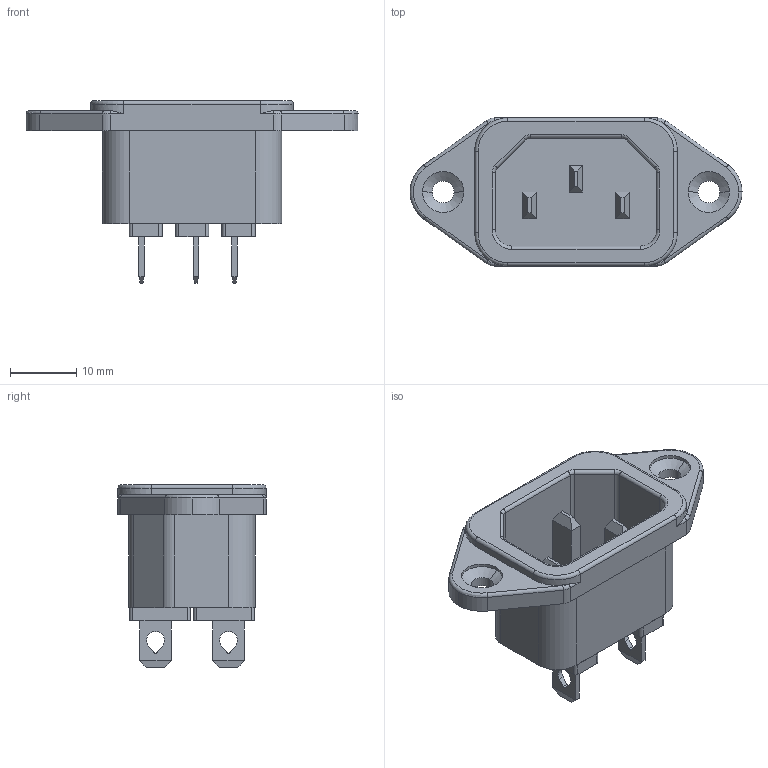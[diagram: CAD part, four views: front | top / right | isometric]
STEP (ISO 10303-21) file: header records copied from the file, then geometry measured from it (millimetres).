
FILE_DESCRIPTION (( 'STEP AP214' ), '1' );
FILE_NAME ('IO-C14SP-48.STEP', '2023-03-17T09:07:41', ( 'xe' ), ( '' ), 'SwSTEP 2.0', 'SolidWorks 2008', '' );
FILE_SCHEMA (( 'AUTOMOTIVE_DESIGN' ));
Length unit declared in the file: millimetre
Products named in the file (1): IO-C14SP-48
Bounding box: 50 x 22.3 x 27.5 mm (x, y, z)
Volume: 4727.2 mm3; surface area: 5452.2 mm2
Topology: 1 solids, 1 shells, 192 faces, 473 edges, 294 vertices
Faces by surface type: plane 101, cylinder 70, torus 17, cone 4
Entity records: 7803 total; most frequent: DIRECTION 1006, CARTESIAN_POINT 1004, ORIENTED_EDGE 946, EDGE_CURVE 473, AXIS2_PLACEMENT_3D 348, LINE 310, VECTOR 310, VERTEX_POINT 294
